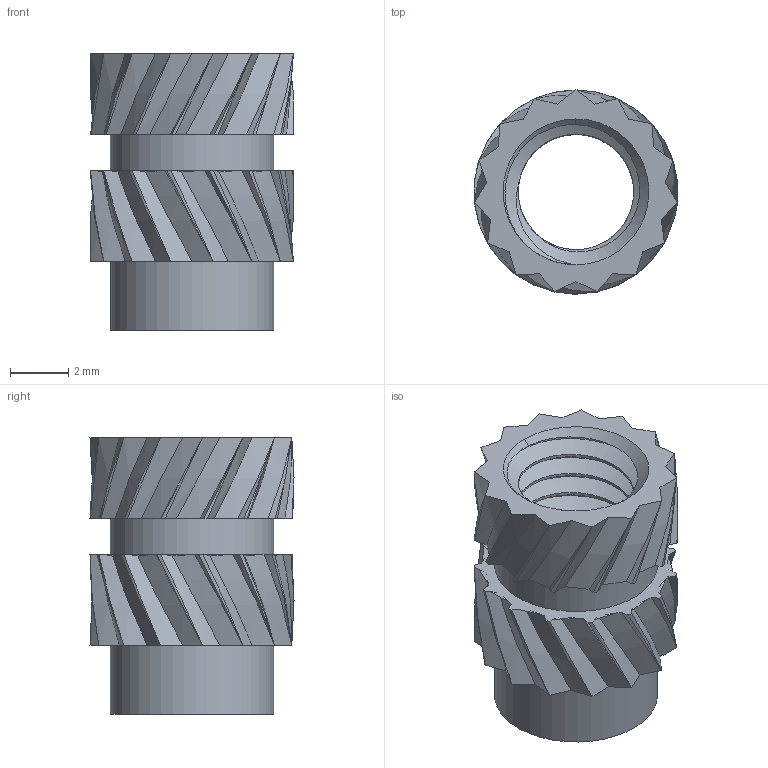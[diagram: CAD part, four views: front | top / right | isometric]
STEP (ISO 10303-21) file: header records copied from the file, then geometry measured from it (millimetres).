
FILE_DESCRIPTION(/* description */ (''),/* implementation_level */ '2;1');
FILE_NAME(/* name */ 'Insert M5 D7 L9.5mm',/* time_stamp */ '2022-06-27T14:27:18+02:00',/* author */ (''),/* organization */ (''),/* preprocessor_version */ 'ST-DEVELOPER v16.5',/* originating_system */ '',/* authorisation */ '');
FILE_SCHEMA (('AUTOMOTIVE_DESIGN'));
Length unit declared in the file: millimetre
Products named in the file (1): Document
Bounding box: 6.99 x 7 x 9.5 mm (x, y, z)
Volume: 134.1 mm3; surface area: 498.7 mm2
Topology: 1 solids, 1 shells, 176 faces, 451 edges, 280 vertices
Faces by surface type: bspline 171, plane 5
Entity records: 10585 total; most frequent: CARTESIAN_POINT 7907, ORIENTED_EDGE 902, EDGE_CURVE 451, B_SPLINE_CURVE_WITH_KNOTS 353, VERTEX_POINT 280, EDGE_LOOP 181, ADVANCED_FACE 176, FACE_OUTER_BOUND 176
